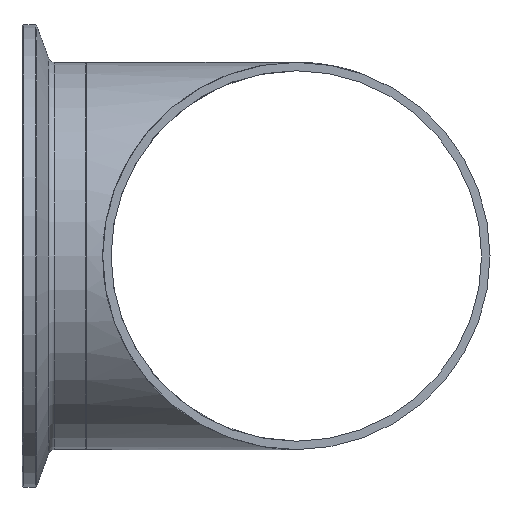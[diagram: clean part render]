
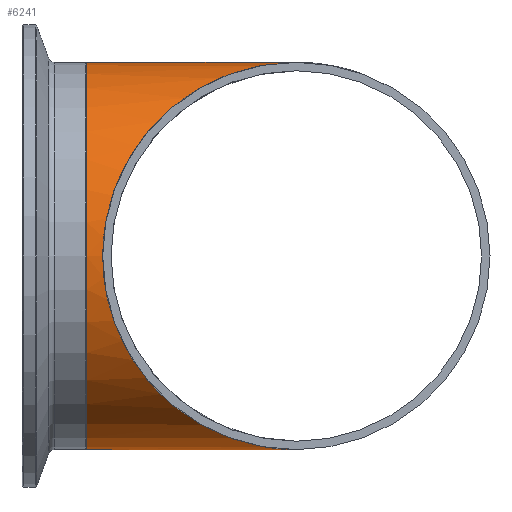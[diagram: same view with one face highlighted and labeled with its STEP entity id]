
A CAD part, left-side view. The second image highlights one B-rep face of the part: STEP entity #6241.
In plain terms, the highlighted cylindrical face has radius 38.1 mm (diameter 76.2 mm), a full revolution.
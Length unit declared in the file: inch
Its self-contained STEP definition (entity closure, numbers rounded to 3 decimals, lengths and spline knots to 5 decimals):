
#80=ELLIPSE('',#6570,2.12132,1.5);
#81=ELLIPSE('',#6571,2.12132,1.5);
#138=FACE_BOUND('',#1185,.T.);
#787=FACE_OUTER_BOUND('',#1184,.T.);
#1184=EDGE_LOOP('',(#5823));
#1185=EDGE_LOOP('',(#5824,#5825));
#1311=CIRCLE('',#6612,1.5);
#3067=VERTEX_POINT('',#13528);
#3068=VERTEX_POINT('',#13529);
#3088=VERTEX_POINT('',#13591);
#3982=EDGE_CURVE('',#3067,#3068,#80,.T.);
#3983=EDGE_CURVE('',#3068,#3067,#81,.T.);
#4003=EDGE_CURVE('',#3088,#3088,#1311,.T.);
#5823=ORIENTED_EDGE('',*,*,#4003,.T.);
#5824=ORIENTED_EDGE('',*,*,#3983,.F.);
#5825=ORIENTED_EDGE('',*,*,#3982,.F.);
#5872=CYLINDRICAL_SURFACE('',#6618,1.5);
#6241=ADVANCED_FACE('',(#787,#138),#5872,.T.);
#6570=AXIS2_PLACEMENT_3D('',#13530,#7695,#7696);
#6571=AXIS2_PLACEMENT_3D('',#13531,#7697,#7698);
#6612=AXIS2_PLACEMENT_3D('',#13592,#7779,#7780);
#6618=AXIS2_PLACEMENT_3D('',#13601,#7791,#7792);
#7695=DIRECTION('center_axis',(0.707,-0.707,0.));
#7696=DIRECTION('ref_axis',(-0.707,-0.707,0.));
#7697=DIRECTION('center_axis',(-0.707,-0.707,0.));
#7698=DIRECTION('ref_axis',(-0.707,0.707,0.));
#7779=DIRECTION('center_axis',(0.,-1.,0.));
#7780=DIRECTION('ref_axis',(-1.,0.,0.));
#7791=DIRECTION('center_axis',(0.,1.,0.));
#7792=DIRECTION('ref_axis',(-1.,0.,0.));
#13528=CARTESIAN_POINT('',(-0.00802,0.,-1.5));
#13529=CARTESIAN_POINT('',(-0.00802,0.,1.5));
#13530=CARTESIAN_POINT('Origin',(-0.00802,0.,
0.));
#13531=CARTESIAN_POINT('Origin',(-0.00802,0.,
0.));
#13591=CARTESIAN_POINT('',(1.49198,1.625,0.));
#13592=CARTESIAN_POINT('Origin',(-0.00802,1.625,0.));
#13601=CARTESIAN_POINT('Origin',(-0.00802,1.297,0.));
